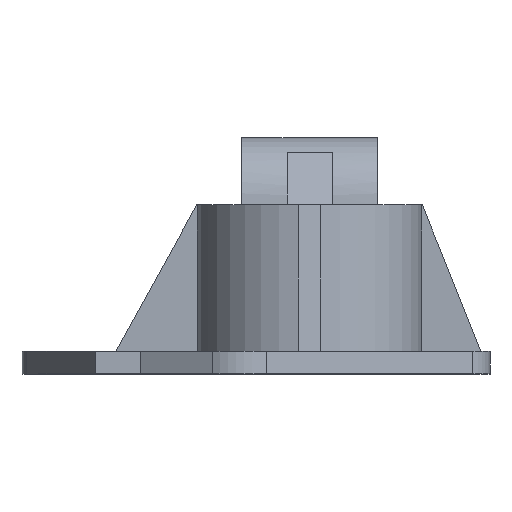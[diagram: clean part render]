
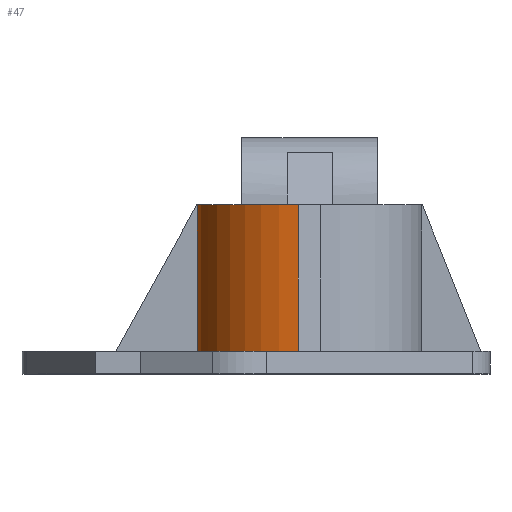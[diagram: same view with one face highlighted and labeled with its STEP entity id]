
A CAD part, top view. The second image highlights one B-rep face of the part: STEP entity #47.
In plain terms, the highlighted cylindrical face has radius 10 mm (diameter 20 mm), a partial arc.
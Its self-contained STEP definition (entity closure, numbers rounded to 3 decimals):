
#47 = ADVANCED_FACE ( 'NONE', ( #1833 ), #1835, .T. ) ;
#141 = VECTOR ( 'NONE', #2674, 1000. ) ;
#200 = AXIS2_PLACEMENT_3D ( 'NONE', #1834, #1825, #1836 ) ;
#472 = EDGE_CURVE ( 'NONE', #1548, #1546, #2513, .T. ) ;
#473 = EDGE_CURVE ( 'NONE', #1548, #1535, #2670, .T. ) ;
#1155 = ORIENTED_EDGE ( 'NONE', *, *, #1379, .F. ) ;
#1156 = ORIENTED_EDGE ( 'NONE', *, *, #473, .F. ) ;
#1157 = ORIENTED_EDGE ( 'NONE', *, *, #472, .T. ) ;
#1158 = ORIENTED_EDGE ( 'NONE', *, *, #1380, .F. ) ;
#1192 = EDGE_LOOP ( 'NONE', ( #1155, #1156, #1157, #1158 ) ) ;
#1379 = EDGE_CURVE ( 'NONE', #1535, #1540, #2453, .T. ) ;
#1380 = EDGE_CURVE ( 'NONE', #1540, #1546, #3450, .T. ) ;
#1535 = VERTEX_POINT ( 'NONE', #3593 ) ;
#1540 = VERTEX_POINT ( 'NONE', #3598 ) ;
#1546 = VERTEX_POINT ( 'NONE', #3605 ) ;
#1548 = VERTEX_POINT ( 'NONE', #3607 ) ;
#1825 = DIRECTION ( 'NONE',  ( 0., -1., 0. ) ) ;
#1833 = FACE_OUTER_BOUND ( 'NONE', #1192, .T. ) ;
#1834 = CARTESIAN_POINT ( 'NONE',  ( -87.181, 29.684, 49.936 ) ) ;
#1835 = CYLINDRICAL_SURFACE ( 'NONE', #200, 10. ) ;
#1836 = DIRECTION ( 'NONE',  ( 0., 0., -1. ) ) ;
#2453 = CIRCLE ( 'NONE', #2495, 10. ) ;
#2470 = VECTOR ( 'NONE', #3460, 1000. ) ;
#2495 = AXIS2_PLACEMENT_3D ( 'NONE', #3456, #3457, #3458 ) ;
#2513 = CIRCLE ( 'NONE', #2516, 10. ) ;
#2516 = AXIS2_PLACEMENT_3D ( 'NONE', #2671, #2672, #2673 ) ;
#2667 = CARTESIAN_POINT ( 'NONE',  ( -88.181, 29.684, 59.886 ) ) ;
#2670 = LINE ( 'NONE', #2667, #141 ) ;
#2671 = CARTESIAN_POINT ( 'NONE',  ( -87.181, 29.684, 49.936 ) ) ;
#2672 = DIRECTION ( 'NONE',  ( 0., -1., 0. ) ) ;
#2673 = DIRECTION ( 'NONE',  ( 0., 0., 1. ) ) ;
#2674 = DIRECTION ( 'NONE',  ( 0., -1., 0. ) ) ;
#3449 = CARTESIAN_POINT ( 'NONE',  ( -97.131, 29.684, 50.936 ) ) ;
#3450 = LINE ( 'NONE', #3449, #2470 ) ;
#3456 = CARTESIAN_POINT ( 'NONE',  ( -87.181, 16.684, 49.936 ) ) ;
#3457 = DIRECTION ( 'NONE',  ( 0., -1., 0. ) ) ;
#3458 = DIRECTION ( 'NONE',  ( 0., 0., 1. ) ) ;
#3460 = DIRECTION ( 'NONE',  ( 0., 1., 0. ) ) ;
#3593 = CARTESIAN_POINT ( 'NONE',  ( -88.181, 16.684, 59.886 ) ) ;
#3598 = CARTESIAN_POINT ( 'NONE',  ( -97.131, 16.684, 50.936 ) ) ;
#3605 = CARTESIAN_POINT ( 'NONE',  ( -97.131, 29.684, 50.936 ) ) ;
#3607 = CARTESIAN_POINT ( 'NONE',  ( -88.181, 29.684, 59.886 ) ) ;
